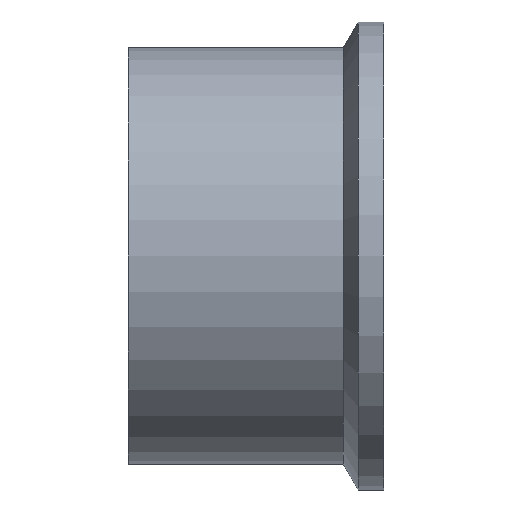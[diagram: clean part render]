
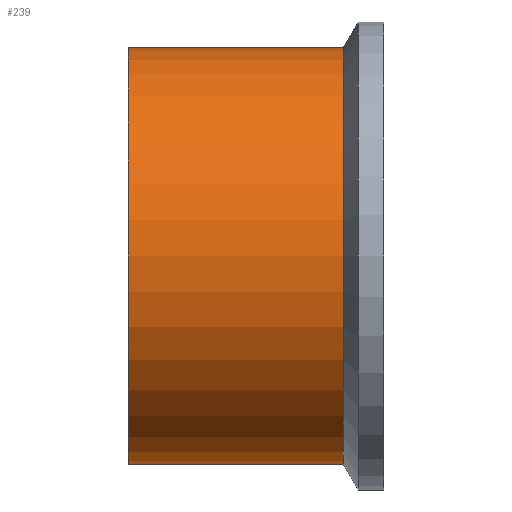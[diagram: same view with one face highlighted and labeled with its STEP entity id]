
A CAD part, front view. The second image highlights one B-rep face of the part: STEP entity #239.
In plain terms, the highlighted cylindrical face has radius 24.5 mm (diameter 49 mm), a partial arc.
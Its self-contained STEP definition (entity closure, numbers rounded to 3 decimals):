
#24 = VECTOR ( 'NONE', #292, 1000. ) ;
#34 = VERTEX_POINT ( 'NONE', #418 ) ;
#42 = AXIS2_PLACEMENT_3D ( 'NONE', #390, #130, #65 ) ;
#65 = DIRECTION ( 'NONE',  ( 0., 0., 1. ) ) ;
#70 = AXIS2_PLACEMENT_3D ( 'NONE', #405, #352, #348 ) ;
#74 = VERTEX_POINT ( 'NONE', #221 ) ;
#78 = DIRECTION ( 'NONE',  ( 0., 0., 1. ) ) ;
#95 = EDGE_CURVE ( 'NONE', #274, #34, #195, .T. ) ;
#96 = FACE_OUTER_BOUND ( 'NONE', #296, .T. ) ;
#125 = LINE ( 'NONE', #357, #24 ) ;
#127 = EDGE_CURVE ( 'NONE', #74, #34, #342, .T. ) ;
#130 = DIRECTION ( 'NONE',  ( -1., 0., 0. ) ) ;
#165 = CYLINDRICAL_SURFACE ( 'NONE', #42, 24.5 ) ;
#179 = EDGE_CURVE ( 'NONE', #208, #274, #125, .T. ) ;
#195 = CIRCLE ( 'NONE', #70, 24.5 ) ;
#208 = VERTEX_POINT ( 'NONE', #260 ) ;
#212 = DIRECTION ( 'NONE',  ( -1., 0., 0. ) ) ;
#221 = CARTESIAN_POINT ( 'NONE',  ( -4.482, 0., 24.5 ) ) ;
#239 = ADVANCED_FACE ( 'NONE', ( #96 ), #165, .T. ) ;
#260 = CARTESIAN_POINT ( 'NONE',  ( -4.482, 0., -24.5 ) ) ;
#271 = VECTOR ( 'NONE', #212, 1000. ) ;
#274 = VERTEX_POINT ( 'NONE', #322 ) ;
#280 = AXIS2_PLACEMENT_3D ( 'NONE', #305, #404, #78 ) ;
#292 = DIRECTION ( 'NONE',  ( -1., 0., 0. ) ) ;
#296 = EDGE_LOOP ( 'NONE', ( #331, #384, #360, #332 ) ) ;
#305 = CARTESIAN_POINT ( 'NONE',  ( -4.482, 0., 0. ) ) ;
#311 = CARTESIAN_POINT ( 'NONE',  ( -160.192, 0., 24.5 ) ) ;
#322 = CARTESIAN_POINT ( 'NONE',  ( -29.75, 0., -24.5 ) ) ;
#331 = ORIENTED_EDGE ( 'NONE', *, *, #179, .F. ) ;
#332 = ORIENTED_EDGE ( 'NONE', *, *, #95, .F. ) ;
#342 = LINE ( 'NONE', #311, #271 ) ;
#348 = DIRECTION ( 'NONE',  ( 0., 0., 1. ) ) ;
#352 = DIRECTION ( 'NONE',  ( -1., 0., 0. ) ) ;
#357 = CARTESIAN_POINT ( 'NONE',  ( -160.192, 0., -24.5 ) ) ;
#360 = ORIENTED_EDGE ( 'NONE', *, *, #127, .T. ) ;
#384 = ORIENTED_EDGE ( 'NONE', *, *, #387, .T. ) ;
#387 = EDGE_CURVE ( 'NONE', #208, #74, #388, .T. ) ;
#388 = CIRCLE ( 'NONE', #280, 24.5 ) ;
#390 = CARTESIAN_POINT ( 'NONE',  ( -160.192, 0., 0. ) ) ;
#404 = DIRECTION ( 'NONE',  ( -1., 0., 0. ) ) ;
#405 = CARTESIAN_POINT ( 'NONE',  ( -29.75, 0., 0. ) ) ;
#418 = CARTESIAN_POINT ( 'NONE',  ( -29.75, 0., 24.5 ) ) ;
